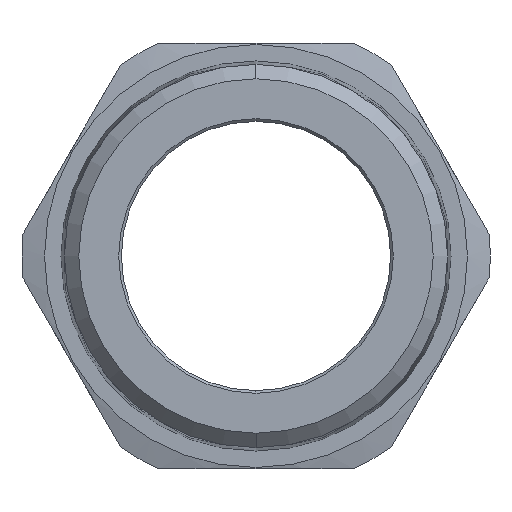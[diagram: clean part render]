
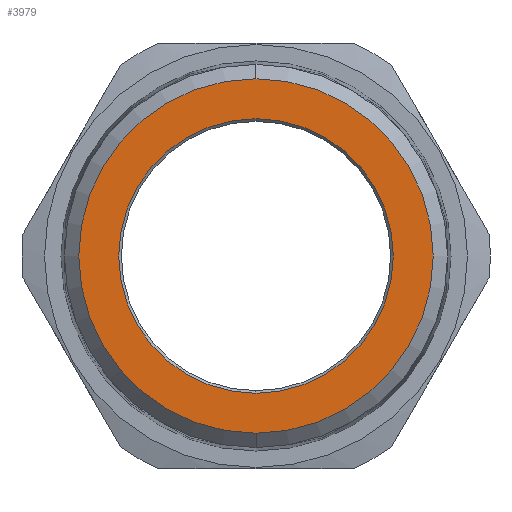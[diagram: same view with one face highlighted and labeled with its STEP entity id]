
A CAD part, left-side view. The second image highlights one B-rep face of the part: STEP entity #3979.
In plain terms, the highlighted planar face has unit normal (-1, 0, 0).
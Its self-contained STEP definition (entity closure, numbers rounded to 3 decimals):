
#52 = DIRECTION ( 'NONE',  ( 0., 0., -1. ) ) ;
#275 = AXIS2_PLACEMENT_3D ( 'NONE', #4287, #2232, #2598 ) ;
#503 = DIRECTION ( 'NONE',  ( 0., 0., -1. ) ) ;
#604 = ORIENTED_EDGE ( 'NONE', *, *, #3435, .T. ) ;
#614 = ORIENTED_EDGE ( 'NONE', *, *, #3061, .T. ) ;
#645 = DIRECTION ( 'NONE',  ( 1., 0., 0. ) ) ;
#692 = DIRECTION ( 'NONE',  ( 1., 0., 0. ) ) ;
#730 = AXIS2_PLACEMENT_3D ( 'NONE', #1182, #1852, #503 ) ;
#946 = VERTEX_POINT ( 'NONE', #2499 ) ;
#949 = ORIENTED_EDGE ( 'NONE', *, *, #3704, .T. ) ;
#995 = CIRCLE ( 'NONE', #2901, 33.303 ) ;
#1075 = VERTEX_POINT ( 'NONE', #3505 ) ;
#1182 = CARTESIAN_POINT ( 'NONE',  ( 0., 0., 0. ) ) ;
#1220 = PLANE ( 'NONE',  #275 ) ;
#1468 = AXIS2_PLACEMENT_3D ( 'NONE', #1651, #645, #52 ) ;
#1476 = CARTESIAN_POINT ( 'NONE',  ( 0., 0., 0. ) ) ;
#1513 = DIRECTION ( 'NONE',  ( -1., 0., 0. ) ) ;
#1531 = EDGE_LOOP ( 'NONE', ( #1569, #949 ) ) ;
#1569 = ORIENTED_EDGE ( 'NONE', *, *, #2269, .T. ) ;
#1651 = CARTESIAN_POINT ( 'NONE',  ( 0., 0., 0. ) ) ;
#1725 = FACE_BOUND ( 'NONE', #1531, .T. ) ;
#1852 = DIRECTION ( 'NONE',  ( -1., 0., 0. ) ) ;
#1950 = CIRCLE ( 'NONE', #1468, 25.8 ) ;
#2042 = EDGE_LOOP ( 'NONE', ( #604, #614 ) ) ;
#2232 = DIRECTION ( 'NONE',  ( 1., 0., 0. ) ) ;
#2234 = CIRCLE ( 'NONE', #2485, 25.8 ) ;
#2269 = EDGE_CURVE ( 'NONE', #946, #3210, #2234, .T. ) ;
#2485 = AXIS2_PLACEMENT_3D ( 'NONE', #3096, #692, #3749 ) ;
#2499 = CARTESIAN_POINT ( 'NONE',  ( 0., 0., 25.8 ) ) ;
#2598 = DIRECTION ( 'NONE',  ( 0., 0., -1. ) ) ;
#2627 = FACE_OUTER_BOUND ( 'NONE', #2042, .T. ) ;
#2719 = CARTESIAN_POINT ( 'NONE',  ( 0., 0., -25.8 ) ) ;
#2829 = VERTEX_POINT ( 'NONE', #4273 ) ;
#2901 = AXIS2_PLACEMENT_3D ( 'NONE', #1476, #1513, #3179 ) ;
#3061 = EDGE_CURVE ( 'NONE', #2829, #1075, #4237, .T. ) ;
#3096 = CARTESIAN_POINT ( 'NONE',  ( 0., 0., 0. ) ) ;
#3179 = DIRECTION ( 'NONE',  ( 0., 0., -1. ) ) ;
#3210 = VERTEX_POINT ( 'NONE', #2719 ) ;
#3435 = EDGE_CURVE ( 'NONE', #1075, #2829, #995, .T. ) ;
#3505 = CARTESIAN_POINT ( 'NONE',  ( 0., 0., -33.303 ) ) ;
#3704 = EDGE_CURVE ( 'NONE', #3210, #946, #1950, .T. ) ;
#3749 = DIRECTION ( 'NONE',  ( 0., 0., -1. ) ) ;
#3979 = ADVANCED_FACE ( 'NONE', ( #2627, #1725 ), #1220, .F. ) ;
#4237 = CIRCLE ( 'NONE', #730, 33.303 ) ;
#4273 = CARTESIAN_POINT ( 'NONE',  ( 0., 0., 33.303 ) ) ;
#4287 = CARTESIAN_POINT ( 'NONE',  ( 0., 0., 0. ) ) ;
